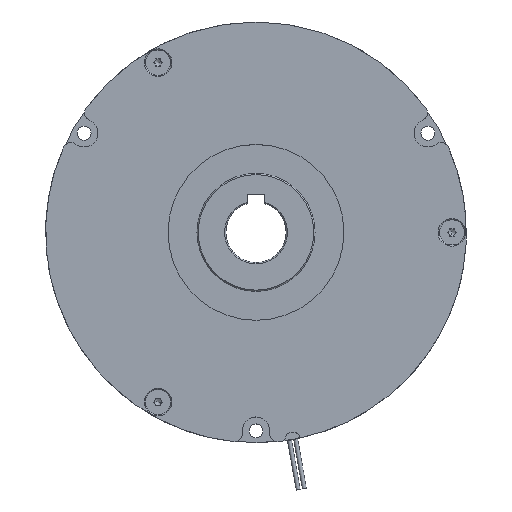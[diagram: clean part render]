
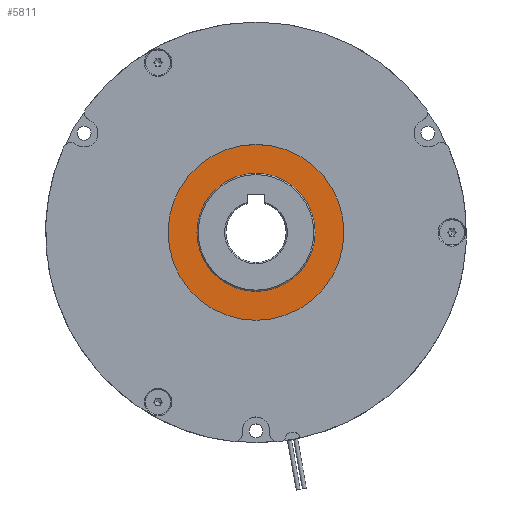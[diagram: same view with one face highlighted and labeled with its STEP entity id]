
A CAD part, top view. The second image highlights one B-rep face of the part: STEP entity #5811.
In plain terms, the highlighted planar face has unit normal (0, 0, 1).
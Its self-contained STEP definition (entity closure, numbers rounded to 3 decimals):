
#113 = CARTESIAN_POINT ( 'NONE',  ( 0., 0., 20.25 ) ) ;
#131 = FACE_BOUND ( 'NONE', #5641, .T. ) ;
#164 = ORIENTED_EDGE ( 'NONE', *, *, #6344, .T. ) ;
#397 = FACE_OUTER_BOUND ( 'NONE', #6904, .T. ) ;
#703 = CARTESIAN_POINT ( 'NONE',  ( -57.9, 0., 20.25 ) ) ;
#976 = DIRECTION ( 'NONE',  ( 1., 0., 0. ) ) ;
#1149 = CIRCLE ( 'NONE', #9760, 23.5 ) ;
#1313 = VERTEX_POINT ( 'NONE', #2761 ) ;
#1467 = DIRECTION ( 'NONE',  ( 0., 0., -1. ) ) ;
#2246 = EDGE_CURVE ( 'NONE', #11070, #8950, #7132, .T. ) ;
#2585 = DIRECTION ( 'NONE',  ( 0., 0., -1. ) ) ;
#2751 = CARTESIAN_POINT ( 'NONE',  ( 0., 0., 20.25 ) ) ;
#2761 = CARTESIAN_POINT ( 'NONE',  ( 23.5, 0., 20.25 ) ) ;
#2765 = AXIS2_PLACEMENT_3D ( 'NONE', #2751, #8729, #3603 ) ;
#3302 = CARTESIAN_POINT ( 'NONE',  ( 57.9, 0., 20.25 ) ) ;
#3568 = PLANE ( 'NONE',  #2765 ) ;
#3603 = DIRECTION ( 'NONE',  ( 1., 0., 0. ) ) ;
#3754 = DIRECTION ( 'NONE',  ( 0., 0., -1. ) ) ;
#4556 = EDGE_CURVE ( 'NONE', #8950, #11070, #10582, .T. ) ;
#4753 = ORIENTED_EDGE ( 'NONE', *, *, #2246, .F. ) ;
#5010 = AXIS2_PLACEMENT_3D ( 'NONE', #7683, #2585, #8550 ) ;
#5018 = CIRCLE ( 'NONE', #5010, 23.5 ) ;
#5093 = ORIENTED_EDGE ( 'NONE', *, *, #4556, .F. ) ;
#5641 = EDGE_LOOP ( 'NONE', ( #6546, #164 ) ) ;
#5811 = ADVANCED_FACE ( 'NONE', ( #131, #397 ), #3568, .T. ) ;
#6090 = DIRECTION ( 'NONE',  ( 0., 0., -1. ) ) ;
#6344 = EDGE_CURVE ( 'NONE', #7226, #1313, #1149, .T. ) ;
#6546 = ORIENTED_EDGE ( 'NONE', *, *, #9005, .T. ) ;
#6586 = CARTESIAN_POINT ( 'NONE',  ( 0., 0., 20.25 ) ) ;
#6904 = EDGE_LOOP ( 'NONE', ( #5093, #4753 ) ) ;
#7021 = AXIS2_PLACEMENT_3D ( 'NONE', #8879, #3754, #9717 ) ;
#7132 = CIRCLE ( 'NONE', #7529, 57.9 ) ;
#7226 = VERTEX_POINT ( 'NONE', #8101 ) ;
#7444 = DIRECTION ( 'NONE',  ( -1., 0., 0. ) ) ;
#7529 = AXIS2_PLACEMENT_3D ( 'NONE', #6586, #1467, #7444 ) ;
#7683 = CARTESIAN_POINT ( 'NONE',  ( 0., 0., 20.25 ) ) ;
#8101 = CARTESIAN_POINT ( 'NONE',  ( -23.5, 0., 20.25 ) ) ;
#8550 = DIRECTION ( 'NONE',  ( 1., 0., 0. ) ) ;
#8729 = DIRECTION ( 'NONE',  ( 0., 0., 1. ) ) ;
#8879 = CARTESIAN_POINT ( 'NONE',  ( 0., 0., 20.25 ) ) ;
#8950 = VERTEX_POINT ( 'NONE', #703 ) ;
#9005 = EDGE_CURVE ( 'NONE', #1313, #7226, #5018, .T. ) ;
#9717 = DIRECTION ( 'NONE',  ( -1., 0., 0. ) ) ;
#9760 = AXIS2_PLACEMENT_3D ( 'NONE', #113, #6090, #976 ) ;
#10582 = CIRCLE ( 'NONE', #7021, 57.9 ) ;
#11070 = VERTEX_POINT ( 'NONE', #3302 ) ;
